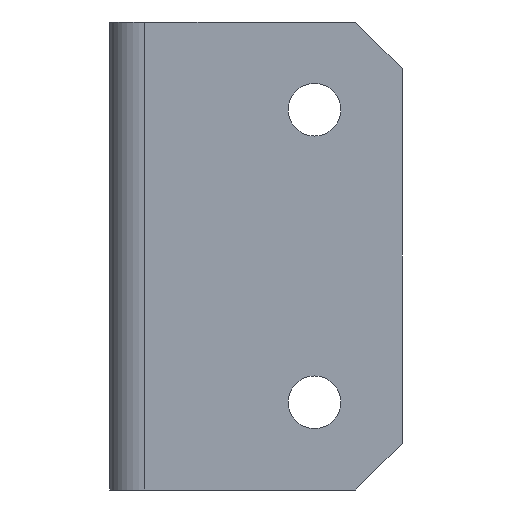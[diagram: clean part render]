
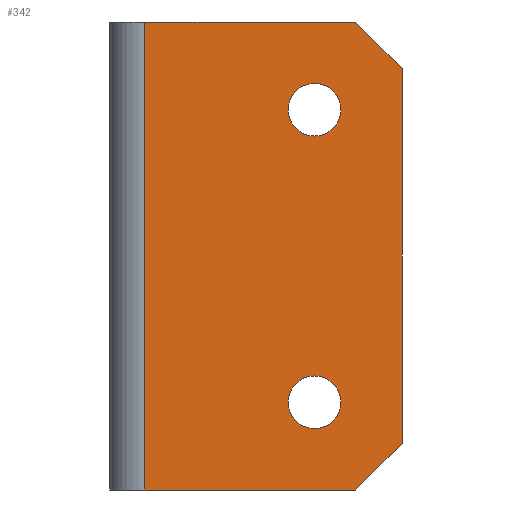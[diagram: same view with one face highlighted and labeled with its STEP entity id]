
A CAD part, front view. The second image highlights one B-rep face of the part: STEP entity #342.
In plain terms, the highlighted planar face has unit normal (0, -1, 0).
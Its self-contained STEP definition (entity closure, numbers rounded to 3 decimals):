
#3 = CIRCLE ( 'NONE', #422, 4.5 ) ;
#10 = VECTOR ( 'NONE', #813, 1000. ) ;
#15 = VECTOR ( 'NONE', #778, 1000. ) ;
#44 = EDGE_LOOP ( 'NONE', ( #262, #259 ) ) ;
#75 = LINE ( 'NONE', #769, #170 ) ;
#76 = ORIENTED_EDGE ( 'NONE', *, *, #442, .T. ) ;
#85 = ORIENTED_EDGE ( 'NONE', *, *, #370, .T. ) ;
#90 = LINE ( 'NONE', #829, #218 ) ;
#93 = LINE ( 'NONE', #557, #94 ) ;
#94 = VECTOR ( 'NONE', #591, 1000. ) ;
#114 = ORIENTED_EDGE ( 'NONE', *, *, #399, .T. ) ;
#142 = ORIENTED_EDGE ( 'NONE', *, *, #470, .F. ) ;
#146 = ORIENTED_EDGE ( 'NONE', *, *, #406, .F. ) ;
#160 = FACE_BOUND ( 'NONE', #289, .T. ) ;
#170 = VECTOR ( 'NONE', #503, 1000. ) ;
#191 = ORIENTED_EDGE ( 'NONE', *, *, #443, .T. ) ;
#193 = ORIENTED_EDGE ( 'NONE', *, *, #464, .T. ) ;
#211 = LINE ( 'NONE', #790, #10 ) ;
#217 = FACE_BOUND ( 'NONE', #44, .T. ) ;
#218 = VECTOR ( 'NONE', #793, 1000. ) ;
#224 = CIRCLE ( 'NONE', #411, 4.5 ) ;
#226 = FACE_OUTER_BOUND ( 'NONE', #282, .T. ) ;
#229 = CIRCLE ( 'NONE', #386, 4.5 ) ;
#257 = LINE ( 'NONE', #830, #327 ) ;
#259 = ORIENTED_EDGE ( 'NONE', *, *, #354, .T. ) ;
#262 = ORIENTED_EDGE ( 'NONE', *, *, #454, .T. ) ;
#282 = EDGE_LOOP ( 'NONE', ( #142, #193, #191, #312, #146, #114 ) ) ;
#289 = EDGE_LOOP ( 'NONE', ( #76, #85 ) ) ;
#304 = CIRCLE ( 'NONE', #427, 4.5 ) ;
#312 = ORIENTED_EDGE ( 'NONE', *, *, #467, .T. ) ;
#327 = VECTOR ( 'NONE', #713, 1000. ) ;
#328 = LINE ( 'NONE', #745, #15 ) ;
#342 = ADVANCED_FACE ( 'NONE', ( #217, #160, #226 ), #774, .F. ) ;
#354 = EDGE_CURVE ( 'NONE', #549, #564, #229, .T. ) ;
#370 = EDGE_CURVE ( 'NONE', #568, #570, #224, .T. ) ;
#386 = AXIS2_PLACEMENT_3D ( 'NONE', #651, #791, #712 ) ;
#399 = EDGE_CURVE ( 'NONE', #523, #544, #90, .T. ) ;
#406 = EDGE_CURVE ( 'NONE', #523, #556, #257, .T. ) ;
#409 = AXIS2_PLACEMENT_3D ( 'NONE', #776, #770, #771 ) ;
#411 = AXIS2_PLACEMENT_3D ( 'NONE', #486, #597, #598 ) ;
#422 = AXIS2_PLACEMENT_3D ( 'NONE', #592, #796, #833 ) ;
#427 = AXIS2_PLACEMENT_3D ( 'NONE', #724, #751, #764 ) ;
#442 = EDGE_CURVE ( 'NONE', #570, #568, #304, .T. ) ;
#443 = EDGE_CURVE ( 'NONE', #554, #522, #211, .T. ) ;
#454 = EDGE_CURVE ( 'NONE', #564, #549, #3, .T. ) ;
#464 = EDGE_CURVE ( 'NONE', #524, #554, #93, .T. ) ;
#467 = EDGE_CURVE ( 'NONE', #522, #556, #75, .T. ) ;
#470 = EDGE_CURVE ( 'NONE', #524, #544, #328, .T. ) ;
#486 = CARTESIAN_POINT ( 'NONE',  ( 35., 0., 15. ) ) ;
#503 = DIRECTION ( 'NONE',  ( 0.707, 0., 0.707 ) ) ;
#522 = VERTEX_POINT ( 'NONE', #630 ) ;
#523 = VERTEX_POINT ( 'NONE', #703 ) ;
#524 = VERTEX_POINT ( 'NONE', #792 ) ;
#526 = CARTESIAN_POINT ( 'NONE',  ( 35., 0., 19.5 ) ) ;
#544 = VERTEX_POINT ( 'NONE', #803 ) ;
#549 = VERTEX_POINT ( 'NONE', #728 ) ;
#554 = VERTEX_POINT ( 'NONE', #815 ) ;
#556 = VERTEX_POINT ( 'NONE', #762 ) ;
#557 = CARTESIAN_POINT ( 'NONE',  ( 6., 0., 80. ) ) ;
#564 = VERTEX_POINT ( 'NONE', #706 ) ;
#568 = VERTEX_POINT ( 'NONE', #816 ) ;
#570 = VERTEX_POINT ( 'NONE', #526 ) ;
#591 = DIRECTION ( 'NONE',  ( 0., 0., -1. ) ) ;
#592 = CARTESIAN_POINT ( 'NONE',  ( 35., 0., 65. ) ) ;
#597 = DIRECTION ( 'NONE',  ( 0., 1., 0. ) ) ;
#598 = DIRECTION ( 'NONE',  ( 0., 0., 1. ) ) ;
#630 = CARTESIAN_POINT ( 'NONE',  ( 42., 0., 0. ) ) ;
#651 = CARTESIAN_POINT ( 'NONE',  ( 35., 0., 65. ) ) ;
#703 = CARTESIAN_POINT ( 'NONE',  ( 50., 0., 72. ) ) ;
#706 = CARTESIAN_POINT ( 'NONE',  ( 35., 0., 69.5 ) ) ;
#712 = DIRECTION ( 'NONE',  ( 0., 0., 1. ) ) ;
#713 = DIRECTION ( 'NONE',  ( 0., 0., -1. ) ) ;
#724 = CARTESIAN_POINT ( 'NONE',  ( 35., 0., 15. ) ) ;
#728 = CARTESIAN_POINT ( 'NONE',  ( 35., 0., 60.5 ) ) ;
#745 = CARTESIAN_POINT ( 'NONE',  ( 0., 0., 80. ) ) ;
#751 = DIRECTION ( 'NONE',  ( 0., 1., 0. ) ) ;
#762 = CARTESIAN_POINT ( 'NONE',  ( 50., 0., 8. ) ) ;
#764 = DIRECTION ( 'NONE',  ( 0., 0., 1. ) ) ;
#769 = CARTESIAN_POINT ( 'NONE',  ( 50., 0., 8. ) ) ;
#770 = DIRECTION ( 'NONE',  ( 0., 1., 0. ) ) ;
#771 = DIRECTION ( 'NONE',  ( 0., 0., 1. ) ) ;
#774 = PLANE ( 'NONE',  #409 ) ;
#776 = CARTESIAN_POINT ( 'NONE',  ( 0., 0., 80. ) ) ;
#778 = DIRECTION ( 'NONE',  ( 1., 0., 0. ) ) ;
#790 = CARTESIAN_POINT ( 'NONE',  ( 0., 0., 0. ) ) ;
#791 = DIRECTION ( 'NONE',  ( 0., 1., 0. ) ) ;
#792 = CARTESIAN_POINT ( 'NONE',  ( 6., 0., 80. ) ) ;
#793 = DIRECTION ( 'NONE',  ( -0.707, 0., 0.707 ) ) ;
#796 = DIRECTION ( 'NONE',  ( 0., 1., 0. ) ) ;
#803 = CARTESIAN_POINT ( 'NONE',  ( 42., 0., 80. ) ) ;
#813 = DIRECTION ( 'NONE',  ( 1., 0., 0. ) ) ;
#815 = CARTESIAN_POINT ( 'NONE',  ( 6., 0., 0. ) ) ;
#816 = CARTESIAN_POINT ( 'NONE',  ( 35., 0., 10.5 ) ) ;
#829 = CARTESIAN_POINT ( 'NONE',  ( 42., 0., 80. ) ) ;
#830 = CARTESIAN_POINT ( 'NONE',  ( 50., 0., 80. ) ) ;
#833 = DIRECTION ( 'NONE',  ( 0., 0., 1. ) ) ;
